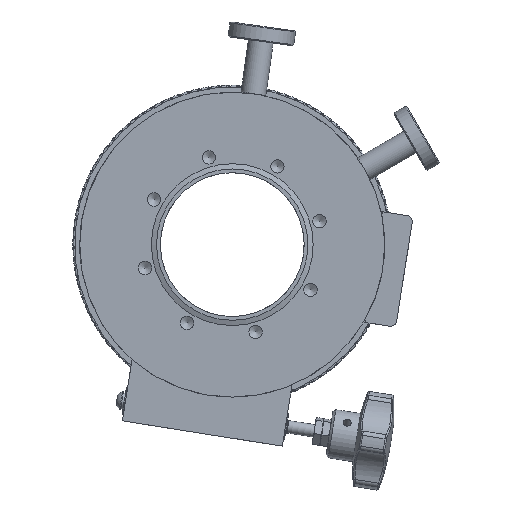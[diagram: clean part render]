
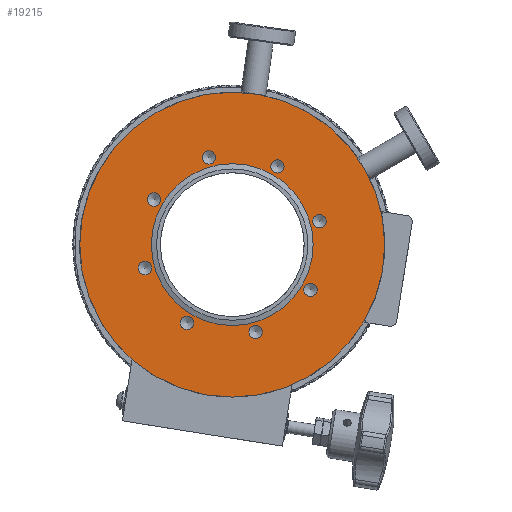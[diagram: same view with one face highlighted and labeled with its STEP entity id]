
A CAD part, front view. The second image highlights one B-rep face of the part: STEP entity #19215.
In plain terms, the highlighted planar face has unit normal (0, -1, 0).
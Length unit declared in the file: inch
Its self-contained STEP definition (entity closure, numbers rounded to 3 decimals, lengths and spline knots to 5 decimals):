
#6 = DIRECTION ( 'NONE',  ( 0., 1., 0. ) ) ;
#179 = EDGE_LOOP ( 'NONE', ( #43781 ) ) ;
#1361 = DIRECTION ( 'NONE',  ( 0., -1., 0. ) ) ;
#1716 = ORIENTED_EDGE ( 'NONE', *, *, #73263, .F. ) ;
#2769 = VERTEX_POINT ( 'NONE', #99260 ) ;
#6157 = AXIS2_PLACEMENT_3D ( 'NONE', #23220, #80243, #31351 ) ;
#7912 = PLANE ( 'NONE',  #97066 ) ;
#8909 = CIRCLE ( 'NONE', #45524, 0.13386 ) ;
#9426 = ORIENTED_EDGE ( 'NONE', *, *, #58677, .F. ) ;
#10329 = CIRCLE ( 'NONE', #67245, 0.13386 ) ;
#10699 = CIRCLE ( 'NONE', #49010, 3.0625 ) ;
#13839 = AXIS2_PLACEMENT_3D ( 'NONE', #43207, #100292, #51449 ) ;
#15603 = CARTESIAN_POINT ( 'NONE',  ( -0.4695, 0., 1.75219 ) ) ;
#16014 = CIRCLE ( 'NONE', #101822, 0.13386 ) ;
#17181 = EDGE_LOOP ( 'NONE', ( #61367 ) ) ;
#18541 = FACE_BOUND ( 'NONE', #31633, .T. ) ;
#19215 = ADVANCED_FACE ( 'NONE', ( #40231, #42820, #83758, #18541, #21127, #105433, #102782, #81106, #59360, #37624 ), #7912, .F. ) ;
#19373 = DIRECTION ( 'NONE',  ( 0., -1., 0. ) ) ;
#20381 = CARTESIAN_POINT ( 'NONE',  ( 0.907, 0., 1.57097 ) ) ;
#21127 = FACE_BOUND ( 'NONE', #48801, .T. ) ;
#21823 = CARTESIAN_POINT ( 'NONE',  ( 1.57097, 0., -0.907 ) ) ;
#23220 = CARTESIAN_POINT ( 'NONE',  ( 0., 0., 0. ) ) ;
#23586 = CARTESIAN_POINT ( 'NONE',  ( -0.907, 0., -1.70483 ) ) ;
#23881 = DIRECTION ( 'NONE',  ( 0., 0., -1. ) ) ;
#24163 = EDGE_CURVE ( 'NONE', #67949, #67949, #10699, .T. ) ;
#28523 = DIRECTION ( 'NONE',  ( 0., 0., -1. ) ) ;
#28817 = ORIENTED_EDGE ( 'NONE', *, *, #99723, .T. ) ;
#29961 = DIRECTION ( 'NONE',  ( 0., 0., -1. ) ) ;
#30985 = DIRECTION ( 'NONE',  ( 0., -1., 0. ) ) ;
#31351 = DIRECTION ( 'NONE',  ( 0., 0., 1. ) ) ;
#31633 = EDGE_LOOP ( 'NONE', ( #1716 ) ) ;
#32144 = DIRECTION ( 'NONE',  ( 0., -1., 0. ) ) ;
#33672 = CIRCLE ( 'NONE', #13839, 0.13386 ) ;
#34773 = AXIS2_PLACEMENT_3D ( 'NONE', #15603, #72716, #23881 ) ;
#37624 = FACE_BOUND ( 'NONE', #56987, .T. ) ;
#40231 = FACE_OUTER_BOUND ( 'NONE', #73603, .T. ) ;
#41353 = VERTEX_POINT ( 'NONE', #72025 ) ;
#41413 = EDGE_LOOP ( 'NONE', ( #61762 ) ) ;
#42820 = FACE_BOUND ( 'NONE', #17181, .T. ) ;
#43014 = CIRCLE ( 'NONE', #34773, 0.13386 ) ;
#43207 = CARTESIAN_POINT ( 'NONE',  ( -0.907, 0., -1.57097 ) ) ;
#43375 = EDGE_CURVE ( 'NONE', #2769, #2769, #94704, .T. ) ;
#43781 = ORIENTED_EDGE ( 'NONE', *, *, #80171, .F. ) ;
#45524 = AXIS2_PLACEMENT_3D ( 'NONE', #81021, #32144, #89316 ) ;
#45932 = DIRECTION ( 'NONE',  ( 0., -1., 0. ) ) ;
#48801 = EDGE_LOOP ( 'NONE', ( #76814 ) ) ;
#48928 = CARTESIAN_POINT ( 'NONE',  ( 3.0625, 0., 0. ) ) ;
#49010 = AXIS2_PLACEMENT_3D ( 'NONE', #94887, #45932, #103022 ) ;
#50293 = CARTESIAN_POINT ( 'NONE',  ( 0.4695, 0., -1.75219 ) ) ;
#50614 = CARTESIAN_POINT ( 'NONE',  ( 0.4695, 0., -1.88605 ) ) ;
#51032 = ORIENTED_EDGE ( 'NONE', *, *, #24163, .T. ) ;
#51449 = DIRECTION ( 'NONE',  ( 0., 0., -1. ) ) ;
#52180 = ORIENTED_EDGE ( 'NONE', *, *, #43375, .F. ) ;
#52630 = CIRCLE ( 'NONE', #62194, 0.13386 ) ;
#54327 = AXIS2_PLACEMENT_3D ( 'NONE', #79877, #30985, #88203 ) ;
#54428 = EDGE_CURVE ( 'NONE', #72944, #72944, #78261, .T. ) ;
#55402 = VERTEX_POINT ( 'NONE', #23586 ) ;
#56987 = EDGE_LOOP ( 'NONE', ( #28817 ) ) ;
#57095 = DIRECTION ( 'NONE',  ( 0., 0., 1. ) ) ;
#58035 = CARTESIAN_POINT ( 'NONE',  ( -1.57097, 0., 0.77314 ) ) ;
#58429 = DIRECTION ( 'NONE',  ( 0., 0., -1. ) ) ;
#58677 = EDGE_CURVE ( 'NONE', #84487, #84487, #52630, .T. ) ;
#59360 = FACE_BOUND ( 'NONE', #69567, .T. ) ;
#60381 = VERTEX_POINT ( 'NONE', #58035 ) ;
#60897 = CARTESIAN_POINT ( 'NONE',  ( 0., 0., 1.625 ) ) ;
#61367 = ORIENTED_EDGE ( 'NONE', *, *, #54428, .F. ) ;
#61762 = ORIENTED_EDGE ( 'NONE', *, *, #92020, .F. ) ;
#62194 = AXIS2_PLACEMENT_3D ( 'NONE', #68202, #19373, #76493 ) ;
#64317 = CARTESIAN_POINT ( 'NONE',  ( 0., 0., -3.0625 ) ) ;
#67245 = AXIS2_PLACEMENT_3D ( 'NONE', #50293, #1361, #58429 ) ;
#67949 = VERTEX_POINT ( 'NONE', #64317 ) ;
#68202 = CARTESIAN_POINT ( 'NONE',  ( -1.75219, 0., -0.4695 ) ) ;
#68455 = CARTESIAN_POINT ( 'NONE',  ( 0.907, 0., 1.43711 ) ) ;
#69238 = VERTEX_POINT ( 'NONE', #50614 ) ;
#69567 = EDGE_LOOP ( 'NONE', ( #99428 ) ) ;
#71279 = CARTESIAN_POINT ( 'NONE',  ( 1.57097, 0., -1.04086 ) ) ;
#72025 = CARTESIAN_POINT ( 'NONE',  ( -0.4695, 0., 1.61833 ) ) ;
#72716 = DIRECTION ( 'NONE',  ( 0., -1., 0. ) ) ;
#72944 = VERTEX_POINT ( 'NONE', #68455 ) ;
#73263 = EDGE_CURVE ( 'NONE', #75898, #75898, #16014, .T. ) ;
#73603 = EDGE_LOOP ( 'NONE', ( #51032 ) ) ;
#75898 = VERTEX_POINT ( 'NONE', #71279 ) ;
#76493 = DIRECTION ( 'NONE',  ( 0., 0., -1. ) ) ;
#76814 = ORIENTED_EDGE ( 'NONE', *, *, #96202, .F. ) ;
#77456 = DIRECTION ( 'NONE',  ( 0., -1., 0. ) ) ;
#78047 = EDGE_CURVE ( 'NONE', #41353, #41353, #43014, .T. ) ;
#78261 = CIRCLE ( 'NONE', #89791, 0.13386 ) ;
#78848 = DIRECTION ( 'NONE',  ( 0., -1., 0. ) ) ;
#78991 = EDGE_LOOP ( 'NONE', ( #52180 ) ) ;
#79877 = CARTESIAN_POINT ( 'NONE',  ( 1.75219, 0., 0.4695 ) ) ;
#80171 = EDGE_CURVE ( 'NONE', #55402, #55402, #33672, .T. ) ;
#80243 = DIRECTION ( 'NONE',  ( 0., 1., 0. ) ) ;
#81021 = CARTESIAN_POINT ( 'NONE',  ( -1.57097, 0., 0.907 ) ) ;
#81106 = FACE_BOUND ( 'NONE', #41413, .T. ) ;
#83758 = FACE_BOUND ( 'NONE', #78991, .T. ) ;
#84487 = VERTEX_POINT ( 'NONE', #93520 ) ;
#88203 = DIRECTION ( 'NONE',  ( 0., 0., -1. ) ) ;
#89316 = DIRECTION ( 'NONE',  ( 0., 0., -1. ) ) ;
#89791 = AXIS2_PLACEMENT_3D ( 'NONE', #20381, #77456, #28523 ) ;
#92020 = EDGE_CURVE ( 'NONE', #60381, #60381, #8909, .T. ) ;
#93520 = CARTESIAN_POINT ( 'NONE',  ( -1.75219, 0., -0.60336 ) ) ;
#94704 = CIRCLE ( 'NONE', #54327, 0.13386 ) ;
#94887 = CARTESIAN_POINT ( 'NONE',  ( 0., 0., 0. ) ) ;
#96202 = EDGE_CURVE ( 'NONE', #69238, #69238, #10329, .T. ) ;
#97066 = AXIS2_PLACEMENT_3D ( 'NONE', #48928, #6, #57095 ) ;
#97443 = VERTEX_POINT ( 'NONE', #60897 ) ;
#99260 = CARTESIAN_POINT ( 'NONE',  ( 1.75219, 0., 0.33564 ) ) ;
#99428 = ORIENTED_EDGE ( 'NONE', *, *, #78047, .F. ) ;
#99723 = EDGE_CURVE ( 'NONE', #97443, #97443, #104536, .T. ) ;
#100292 = DIRECTION ( 'NONE',  ( 0., -1., 0. ) ) ;
#100405 = EDGE_LOOP ( 'NONE', ( #9426 ) ) ;
#101822 = AXIS2_PLACEMENT_3D ( 'NONE', #21823, #78848, #29961 ) ;
#102782 = FACE_BOUND ( 'NONE', #100405, .T. ) ;
#103022 = DIRECTION ( 'NONE',  ( 0., 0., -1. ) ) ;
#104536 = CIRCLE ( 'NONE', #6157, 1.625 ) ;
#105433 = FACE_BOUND ( 'NONE', #179, .T. ) ;
